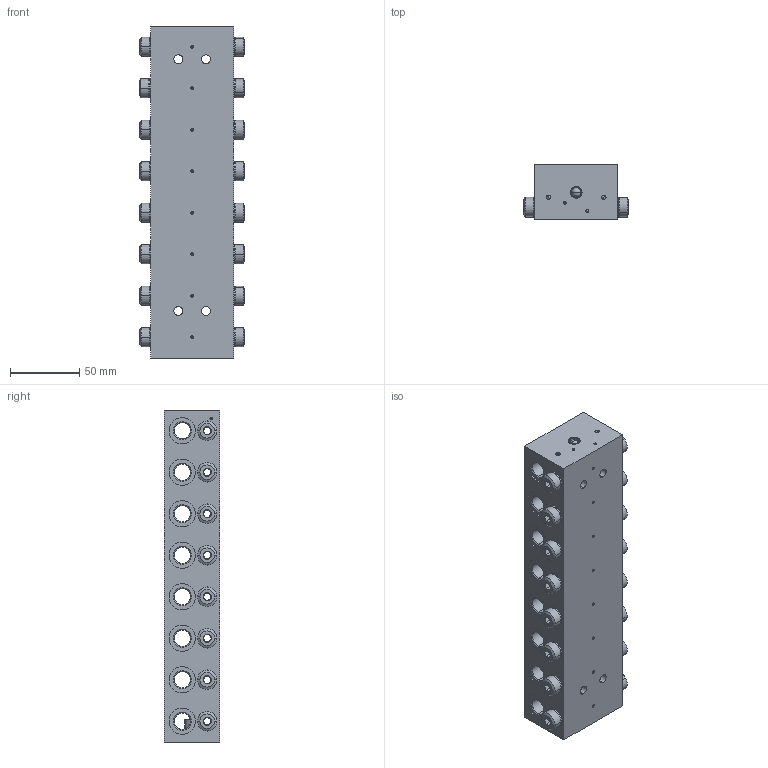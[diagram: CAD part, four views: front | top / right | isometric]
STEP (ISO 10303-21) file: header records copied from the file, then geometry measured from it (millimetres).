
FILE_DESCRIPTION (( 'STEP AP203' ), '1' );
FILE_NAME ('6002008-SKSL16.STEP', '2025-02-28T07:48:15', ( '' ), ( '' ), 'SwSTEP 2.0', 'SolidWorks 2020', '' );
FILE_SCHEMA (( 'CONFIG_CONTROL_DESIGN' ));
Length unit declared in the file: millimetre
Products named in the file (1): 6002008-SKSL16
Bounding box: 75.8 x 40 x 240 mm (x, y, z)
Surface area: 78201 mm2 (no closed solid volume)
Topology: 0 solids, 85 shells, 832 faces, 3526 edges, 2697 vertices
Faces by surface type: plane 314, cylinder 222, cone 100, bspline 98, sphere 66, torus 32
Entity records: 49621 total; most frequent: CARTESIAN_POINT 24338, ORIENTED_EDGE 4830, DIRECTION 4307, EDGE_CURVE 3361, VERTEX_POINT 2598, AXIS2_PLACEMENT_3D 1456, VECTOR 1395, LINE 1395
